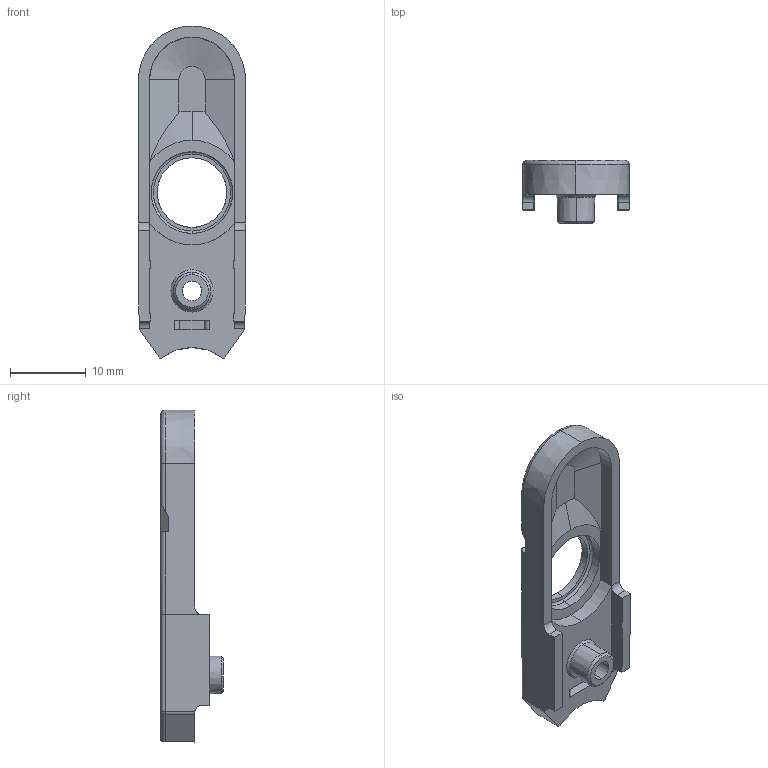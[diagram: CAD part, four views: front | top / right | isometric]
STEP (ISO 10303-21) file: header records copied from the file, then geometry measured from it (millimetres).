
FILE_DESCRIPTION (( 'STEP AP214' ), '1' );
FILE_NAME ('2129-E.STEP', '2016-06-01T14:32:40', ( '' ), ( '' ), 'SwSTEP 2.0', 'SolidWorks 2015', '' );
FILE_SCHEMA (( 'AUTOMOTIVE_DESIGN' ));
Length unit declared in the file: millimetre
Products named in the file (1): 2129-E
Bounding box: 14.2 x 8.3 x 43.87 mm (x, y, z)
Volume: 1766.7 mm3; surface area: 1949.4 mm2
Topology: 1 solids, 1 shells, 106 faces, 274 edges, 175 vertices
Faces by surface type: plane 55, cone 28, cylinder 16, torus 4, sphere 3
Entity records: 3270 total; most frequent: CARTESIAN_POINT 696, ORIENTED_EDGE 548, DIRECTION 510, EDGE_CURVE 274, VERTEX_POINT 175, AXIS2_PLACEMENT_3D 171, VECTOR 168, LINE 168
